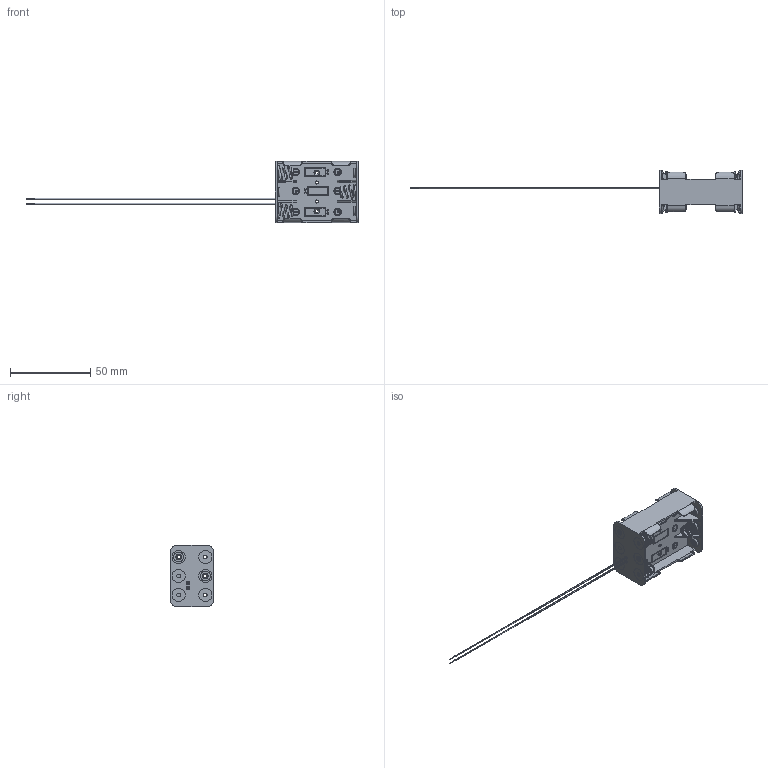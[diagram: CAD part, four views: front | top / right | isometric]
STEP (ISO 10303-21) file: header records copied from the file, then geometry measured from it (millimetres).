
FILE_DESCRIPTION (( 'STEP AP214' ), '1' );
FILE_NAME ('BH26AAAW.STEP', '2019-11-19T06:33:31', ( '' ), ( '' ), 'SwSTEP 2.0', 'SolidWorks 2017', '' );
FILE_SCHEMA (( 'AUTOMOTIVE_DESIGN' ));
Length unit declared in the file: millimetre
Products named in the file (1): BH26AAAW
Bounding box: 206.3 x 26.67 x 38 mm (x, y, z)
Volume: 10940 mm3; surface area: 16950.3 mm2
Topology: 17 solids, 17 shells, 992 faces, 2348 edges, 1490 vertices
Faces by surface type: plane 436, cylinder 340, torus 152, bspline 56, cone 8
Entity records: 39896 total; most frequent: CARTESIAN_POINT 16551, DIRECTION 5000, ORIENTED_EDGE 4672, EDGE_CURVE 2336, AXIS2_PLACEMENT_3D 1913, VERTEX_POINT 1484, LINE 1174, VECTOR 1174
